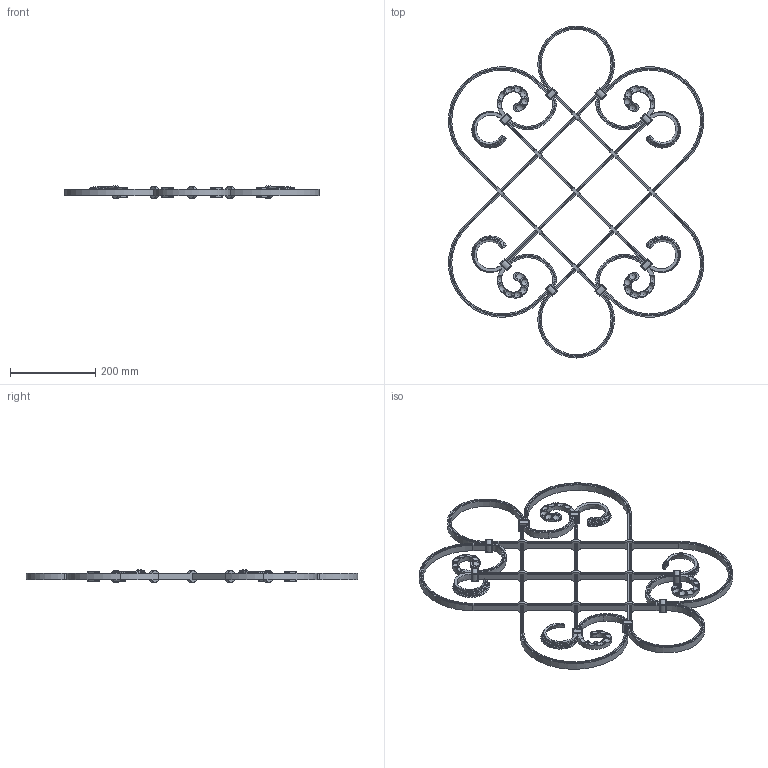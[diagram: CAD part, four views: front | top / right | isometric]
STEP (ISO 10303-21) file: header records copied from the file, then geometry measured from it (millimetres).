
FILE_DESCRIPTION (( 'STEP AP203' ), '1' );
FILE_NAME ('5017.step', '2015-09-17T15:05:04', ( '' ), ( '' ), 'SwSTEP 2.0', 'SolidWorks 2015', '' );
FILE_SCHEMA (( 'CONFIG_CONTROL_DESIGN' ));
Length unit declared in the file: millimetre
Products named in the file (1): 5017
Bounding box: 599.52 x 780 x 29.56 mm (x, y, z)
Volume: 929491 mm3; surface area: 408413.8 mm2
Topology: 21 solids, 21 shells, 1321 faces, 3538 edges, 2239 vertices
Faces by surface type: plane 680, bspline 359, cylinder 206, cone 48, sphere 28
Entity records: 92037 total; most frequent: CARTESIAN_POINT 62920, ORIENTED_EDGE 6908, DIRECTION 4726, EDGE_CURVE 3454, VERTEX_POINT 2183, LINE 1868, VECTOR 1868, AXIS2_PLACEMENT_3D 1429
